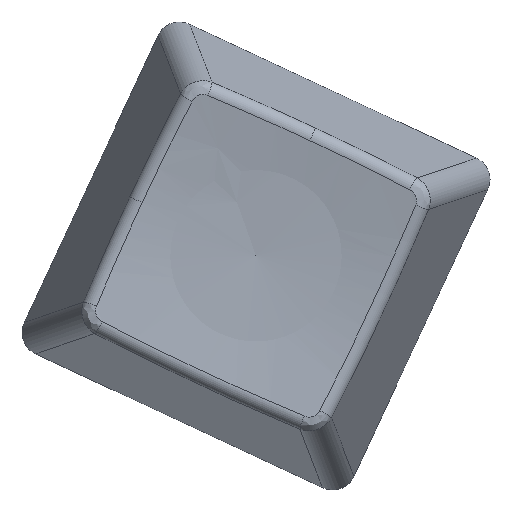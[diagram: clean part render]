
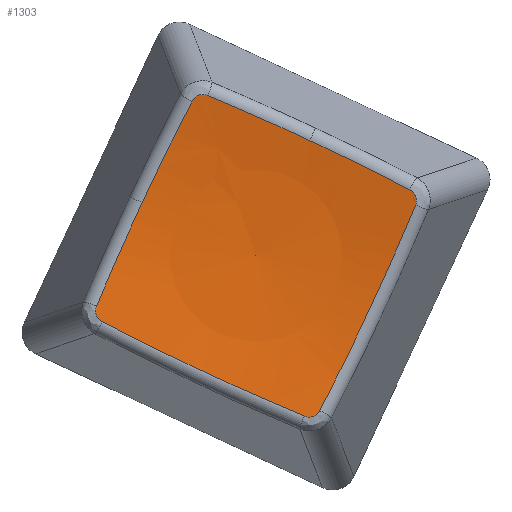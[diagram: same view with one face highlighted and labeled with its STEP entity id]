
A CAD part, top view. The second image highlights one B-rep face of the part: STEP entity #1303.
In plain terms, the highlighted spherical face has radius 43.833 mm.
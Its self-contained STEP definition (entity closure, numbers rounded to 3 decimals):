
#1154=CARTESIAN_POINT('',(-88.078,66.896,70.733));
#1155=DIRECTION('',(-0.,0.,-1.));
#1156=DIRECTION('',(-0.335,0.942,0.));
#1157=AXIS2_PLACEMENT_3D('',#1154,#1155,#1156);
#1158=SPHERICAL_SURFACE('',#1157,43.833);
#1159=CARTESIAN_POINT('',(-88.078,66.896,26.9));
#1160=VERTEX_POINT('',#1159);
#1161=CARTESIAN_POINT('',(-90.951,74.977,27.747));
#1162=VERTEX_POINT('',#1161);
#1163=CARTESIAN_POINT('',(-88.078,66.896,70.733));
#1164=DIRECTION('',(0.942,0.335,-0.));
#1165=DIRECTION('',(-0.335,0.942,0.));
#1166=AXIS2_PLACEMENT_3D('',#1163,#1164,#1165);
#1167=CIRCLE('',#1166,43.833);
#1168=EDGE_CURVE('',#1160,#1162,#1167,.T.);
#1169=ORIENTED_EDGE('',*,*,#1168,.F.);
#1170=ORIENTED_EDGE('',*,*,#1168,.T.);
#1171=CARTESIAN_POINT('',(-91.285,74.684,27.717));
#1172=VERTEX_POINT('',#1171);
#1173=CARTESIAN_POINT('',(-90.951,74.977,27.747));
#1174=CARTESIAN_POINT('',(-91.022,74.952,27.747));
#1175=CARTESIAN_POINT('',(-91.089,74.912,27.745));
#1176=CARTESIAN_POINT('',(-91.146,74.862,27.739));
#1177=CARTESIAN_POINT('',(-91.203,74.812,27.734));
#1178=CARTESIAN_POINT('',(-91.25,74.751,27.727));
#1179=CARTESIAN_POINT('',(-91.285,74.684,27.717));
#1180=B_SPLINE_CURVE_WITH_KNOTS('',3,(#1173,#1174,#1175,#1176,#1177,#1178,#1179),.UNSPECIFIED.,.F.,.F.,(4,3,4),(0.,0.001,0.001),.UNSPECIFIED.);
#1181=EDGE_CURVE('',#1162,#1172,#1180,.T.);
#1182=ORIENTED_EDGE('',*,*,#1181,.T.);
#1183=CARTESIAN_POINT('',(-93.803,69.565,27.358));
#1184=VERTEX_POINT('',#1183);
#1185=CARTESIAN_POINT('',(-81.575,63.863,68.373));
#1186=DIRECTION('',(-0.861,0.401,0.312));
#1187=DIRECTION('',(-0.283,0.132,-0.95));
#1188=AXIS2_PLACEMENT_3D('',#1185,#1186,#1187);
#1189=CIRCLE('',#1188,43.177);
#1190=EDGE_CURVE('',#1172,#1184,#1189,.T.);
#1191=ORIENTED_EDGE('',*,*,#1190,.T.);
#1192=CARTESIAN_POINT('',(-96.105,64.347,27.717));
#1193=VERTEX_POINT('',#1192);
#1194=CARTESIAN_POINT('',(-81.575,63.863,68.373));
#1195=DIRECTION('',(-0.861,0.401,0.312));
#1196=DIRECTION('',(-0.283,0.132,-0.95));
#1197=AXIS2_PLACEMENT_3D('',#1194,#1195,#1196);
#1198=CIRCLE('',#1197,43.177);
#1199=EDGE_CURVE('',#1184,#1193,#1198,.T.);
#1200=ORIENTED_EDGE('',*,*,#1199,.T.);
#1201=CARTESIAN_POINT('',(-95.82,63.568,27.718));
#1202=VERTEX_POINT('',#1201);
#1203=CARTESIAN_POINT('',(-96.105,64.347,27.717));
#1204=CARTESIAN_POINT('',(-96.135,64.277,27.727));
#1205=CARTESIAN_POINT('',(-96.151,64.201,27.734));
#1206=CARTESIAN_POINT('',(-96.153,64.125,27.739));
#1207=CARTESIAN_POINT('',(-96.154,64.05,27.745));
#1208=CARTESIAN_POINT('',(-96.142,63.973,27.747));
#1209=CARTESIAN_POINT('',(-96.115,63.902,27.747));
#1210=CARTESIAN_POINT('',(-96.089,63.83,27.748));
#1211=CARTESIAN_POINT('',(-96.049,63.764,27.745));
#1212=CARTESIAN_POINT('',(-95.999,63.707,27.74));
#1213=CARTESIAN_POINT('',(-95.948,63.65,27.735));
#1214=CARTESIAN_POINT('',(-95.888,63.603,27.727));
#1215=CARTESIAN_POINT('',(-95.82,63.568,27.718));
#1216=B_SPLINE_CURVE_WITH_KNOTS('',3,(#1203,#1204,#1205,#1206,#1207,#1208,#1209,#1210,#1211,#1212,#1213,#1214,#1215),.UNSPECIFIED.,.F.,.F.,(4,3,3,3,4),(0.,0.,0.,0.001,0.001),.UNSPECIFIED.);
#1217=EDGE_CURVE('',#1193,#1202,#1216,.T.);
#1218=ORIENTED_EDGE('',*,*,#1217,.T.);
#1219=CARTESIAN_POINT('',(-85.65,58.826,27.718));
#1220=VERTEX_POINT('',#1219);
#1221=CARTESIAN_POINT('',(-85.274,72.909,68.638));
#1222=DIRECTION('',(-0.403,-0.864,0.301));
#1223=DIRECTION('',(0.127,0.273,0.954));
#1224=AXIS2_PLACEMENT_3D('',#1221,#1222,#1223);
#1225=CIRCLE('',#1224,43.277);
#1226=EDGE_CURVE('',#1202,#1220,#1225,.T.);
#1227=ORIENTED_EDGE('',*,*,#1226,.T.);
#1228=CARTESIAN_POINT('',(-84.87,59.108,27.717));
#1229=VERTEX_POINT('',#1228);
#1230=CARTESIAN_POINT('',(-85.65,58.826,27.718));
#1231=CARTESIAN_POINT('',(-85.58,58.796,27.727));
#1232=CARTESIAN_POINT('',(-85.505,58.78,27.735));
#1233=CARTESIAN_POINT('',(-85.429,58.778,27.74));
#1234=CARTESIAN_POINT('',(-85.353,58.776,27.745));
#1235=CARTESIAN_POINT('',(-85.276,58.788,27.748));
#1236=CARTESIAN_POINT('',(-85.205,58.814,27.747));
#1237=CARTESIAN_POINT('',(-85.133,58.84,27.747));
#1238=CARTESIAN_POINT('',(-85.066,58.879,27.745));
#1239=CARTESIAN_POINT('',(-85.009,58.929,27.739));
#1240=CARTESIAN_POINT('',(-84.953,58.979,27.734));
#1241=CARTESIAN_POINT('',(-84.905,59.04,27.727));
#1242=CARTESIAN_POINT('',(-84.87,59.108,27.717));
#1243=B_SPLINE_CURVE_WITH_KNOTS('',3,(#1230,#1231,#1232,#1233,#1234,#1235,#1236,#1237,#1238,#1239,#1240,#1241,#1242),.UNSPECIFIED.,.F.,.F.,(4,3,3,3,4),(0.,0.,0.,0.001,0.001),.UNSPECIFIED.);
#1244=EDGE_CURVE('',#1220,#1229,#1243,.T.);
#1245=ORIENTED_EDGE('',*,*,#1244,.T.);
#1246=CARTESIAN_POINT('',(-80.05,69.444,27.717));
#1247=VERTEX_POINT('',#1246);
#1248=CARTESIAN_POINT('',(-94.581,69.928,68.373));
#1249=DIRECTION('',(0.861,-0.401,0.312));
#1250=DIRECTION('',(-0.283,0.132,0.95));
#1251=AXIS2_PLACEMENT_3D('',#1248,#1249,#1250);
#1252=CIRCLE('',#1251,43.177);
#1253=EDGE_CURVE('',#1229,#1247,#1252,.T.);
#1254=ORIENTED_EDGE('',*,*,#1253,.T.);
#1255=CARTESIAN_POINT('',(-80.335,70.223,27.718));
#1256=VERTEX_POINT('',#1255);
#1257=CARTESIAN_POINT('',(-80.05,69.444,27.717));
#1258=CARTESIAN_POINT('',(-80.021,69.515,27.727));
#1259=CARTESIAN_POINT('',(-80.005,69.589,27.734));
#1260=CARTESIAN_POINT('',(-80.003,69.666,27.739));
#1261=CARTESIAN_POINT('',(-80.001,69.742,27.745));
#1262=CARTESIAN_POINT('',(-80.014,69.818,27.747));
#1263=CARTESIAN_POINT('',(-80.04,69.889,27.747));
#1264=CARTESIAN_POINT('',(-80.066,69.961,27.748));
#1265=CARTESIAN_POINT('',(-80.106,70.028,27.745));
#1266=CARTESIAN_POINT('',(-80.156,70.084,27.74));
#1267=CARTESIAN_POINT('',(-80.207,70.141,27.735));
#1268=CARTESIAN_POINT('',(-80.268,70.188,27.727));
#1269=CARTESIAN_POINT('',(-80.335,70.223,27.718));
#1270=B_SPLINE_CURVE_WITH_KNOTS('',3,(#1257,#1258,#1259,#1260,#1261,#1262,#1263,#1264,#1265,#1266,#1267,#1268,#1269),.UNSPECIFIED.,.F.,.F.,(4,3,3,3,4),(0.,0.,0.,0.001,0.001),.UNSPECIFIED.);
#1271=EDGE_CURVE('',#1247,#1256,#1270,.T.);
#1272=ORIENTED_EDGE('',*,*,#1271,.T.);
#1273=CARTESIAN_POINT('',(-85.374,72.694,27.37));
#1274=VERTEX_POINT('',#1273);
#1275=CARTESIAN_POINT('',(-90.882,60.883,68.638));
#1276=DIRECTION('',(0.403,0.864,0.301));
#1277=DIRECTION('',(0.127,0.273,-0.954));
#1278=AXIS2_PLACEMENT_3D('',#1275,#1276,#1277);
#1279=CIRCLE('',#1278,43.277);
#1280=EDGE_CURVE('',#1256,#1274,#1279,.T.);
#1281=ORIENTED_EDGE('',*,*,#1280,.T.);
#1282=CARTESIAN_POINT('',(-90.505,74.965,27.718));
#1283=VERTEX_POINT('',#1282);
#1284=CARTESIAN_POINT('',(-90.882,60.883,68.638));
#1285=DIRECTION('',(0.403,0.864,0.301));
#1286=DIRECTION('',(0.127,0.273,-0.954));
#1287=AXIS2_PLACEMENT_3D('',#1284,#1285,#1286);
#1288=CIRCLE('',#1287,43.277);
#1289=EDGE_CURVE('',#1274,#1283,#1288,.T.);
#1290=ORIENTED_EDGE('',*,*,#1289,.T.);
#1291=CARTESIAN_POINT('',(-90.505,74.965,27.718));
#1292=CARTESIAN_POINT('',(-90.576,74.995,27.727));
#1293=CARTESIAN_POINT('',(-90.65,75.011,27.735));
#1294=CARTESIAN_POINT('',(-90.727,75.013,27.74));
#1295=CARTESIAN_POINT('',(-90.803,75.015,27.745));
#1296=CARTESIAN_POINT('',(-90.879,75.003,27.748));
#1297=CARTESIAN_POINT('',(-90.951,74.977,27.747));
#1298=B_SPLINE_CURVE_WITH_KNOTS('',3,(#1291,#1292,#1293,#1294,#1295,#1296,#1297),.UNSPECIFIED.,.F.,.F.,(4,3,4),(0.,0.,0.),.UNSPECIFIED.);
#1299=EDGE_CURVE('',#1283,#1162,#1298,.T.);
#1300=ORIENTED_EDGE('',*,*,#1299,.T.);
#1301=EDGE_LOOP('',(#1169,#1170,#1182,#1191,#1200,#1218,#1227,#1245,#1254,#1272,#1281,#1290,#1300));
#1302=FACE_BOUND('',#1301,.T.);
#1303=ADVANCED_FACE('',(#1302),#1158,.F.);
